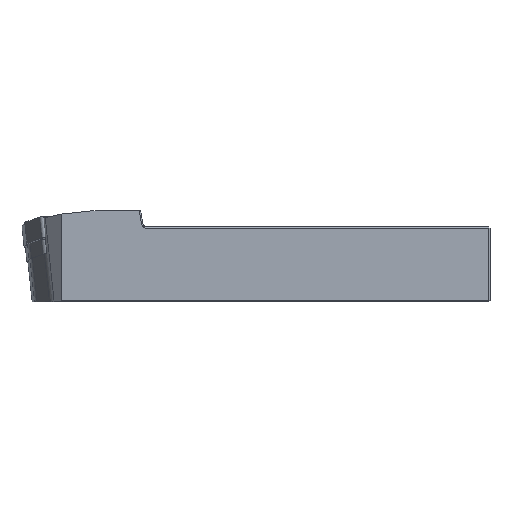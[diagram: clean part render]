
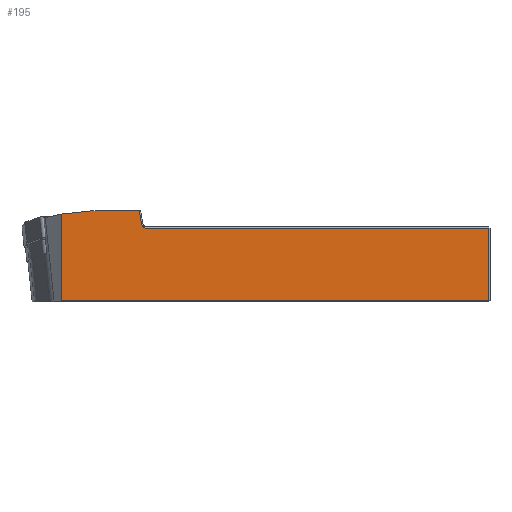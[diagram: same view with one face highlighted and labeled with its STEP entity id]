
A CAD part, front view. The second image highlights one B-rep face of the part: STEP entity #195.
In plain terms, the highlighted planar face has unit normal (0, -1, 0).
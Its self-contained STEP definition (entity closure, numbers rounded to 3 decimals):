
#157=CIRCLE('',#1324,1.1);
#195=ADVANCED_FACE('',(#311),#258,.F.);
#258=PLANE('',#1325);
#311=FACE_OUTER_BOUND('',#378,.T.);
#378=EDGE_LOOP('',(#525,#526,#527,#528,#529,#530,#531,#532));
#525=ORIENTED_EDGE('',*,*,#895,.F.);
#526=ORIENTED_EDGE('',*,*,#937,.T.);
#527=ORIENTED_EDGE('',*,*,#938,.T.);
#528=ORIENTED_EDGE('',*,*,#939,.T.);
#529=ORIENTED_EDGE('',*,*,#940,.T.);
#530=ORIENTED_EDGE('',*,*,#941,.T.);
#531=ORIENTED_EDGE('',*,*,#905,.T.);
#532=ORIENTED_EDGE('',*,*,#942,.T.);
#785=VERTEX_POINT('',#1783);
#786=VERTEX_POINT('',#1785);
#794=VERTEX_POINT('',#1805);
#795=VERTEX_POINT('',#1806);
#815=VERTEX_POINT('',#1868);
#816=VERTEX_POINT('',#1870);
#817=VERTEX_POINT('',#1872);
#818=VERTEX_POINT('',#1874);
#895=EDGE_CURVE('',#785,#786,#1057,.T.);
#905=EDGE_CURVE('',#794,#795,#1067,.T.);
#937=EDGE_CURVE('',#785,#815,#1091,.T.);
#938=EDGE_CURVE('',#815,#816,#1092,.T.);
#939=EDGE_CURVE('',#816,#817,#1093,.T.);
#940=EDGE_CURVE('',#817,#818,#1094,.T.);
#941=EDGE_CURVE('',#818,#794,#157,.T.);
#942=EDGE_CURVE('',#795,#786,#1095,.T.);
#1057=LINE('',#1784,#1187);
#1067=LINE('',#1804,#1197);
#1091=LINE('',#1867,#1221);
#1092=LINE('',#1869,#1222);
#1093=LINE('',#1871,#1223);
#1094=LINE('',#1873,#1224);
#1095=LINE('',#1876,#1225);
#1187=VECTOR('',#1441,1.);
#1197=VECTOR('',#1455,1.);
#1221=VECTOR('',#1515,1.);
#1222=VECTOR('',#1516,1.);
#1223=VECTOR('',#1517,1.);
#1224=VECTOR('',#1518,1.);
#1225=VECTOR('',#1521,1.);
#1324=AXIS2_PLACEMENT_3D('',#1875,#1519,#1520);
#1325=AXIS2_PLACEMENT_3D('',#1877,#1522,#1523);
#1441=DIRECTION('',(0.994,0.,0.105));
#1455=DIRECTION('',(-0.174,0.,0.985));
#1515=DIRECTION('',(0.002,0.,-1.));
#1516=DIRECTION('',(1.,0.,0.));
#1517=DIRECTION('',(0.,0.,1.));
#1518=DIRECTION('',(-1.,0.,0.));
#1519=DIRECTION('',(0.,1.,0.));
#1520=DIRECTION('',(1.,0.,0.));
#1521=DIRECTION('',(-1.,0.,0.));
#1522=DIRECTION('',(0.,1.,0.));
#1523=DIRECTION('',(1.,0.,0.));
#1783=CARTESIAN_POINT('',(8.493,0.,2.696));
#1784=CARTESIAN_POINT('',(103.933,0.,12.783));
#1785=CARTESIAN_POINT('',(16.097,0.,3.5));
#1804=CARTESIAN_POINT('',(19.385,0.,35.785));
#1805=CARTESIAN_POINT('',(25.588,0.,0.609));
#1806=CARTESIAN_POINT('',(25.078,0.,3.5));
#1867=CARTESIAN_POINT('',(8.413,0.,49.844));
#1868=CARTESIAN_POINT('',(8.525,0.,-15.7));
#1869=CARTESIAN_POINT('',(100.,0.,-15.7));
#1870=CARTESIAN_POINT('',(99.7,0.,-15.7));
#1871=CARTESIAN_POINT('',(99.7,0.,50.));
#1872=CARTESIAN_POINT('',(99.7,0.,-0.3));
#1873=CARTESIAN_POINT('',(100.,0.,-0.3));
#1874=CARTESIAN_POINT('',(26.671,0.,-0.3));
#1875=CARTESIAN_POINT('',(26.671,0.,0.8));
#1876=CARTESIAN_POINT('',(26.671,0.,3.5));
#1877=CARTESIAN_POINT('',(100.,0.,50.));
